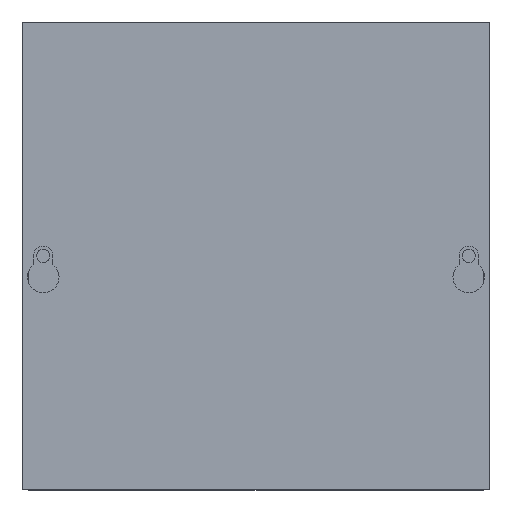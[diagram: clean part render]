
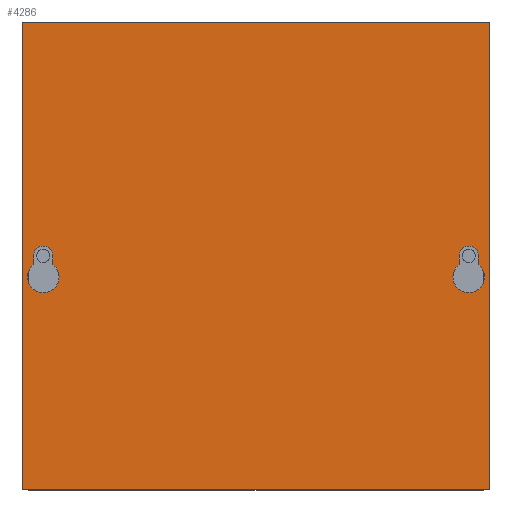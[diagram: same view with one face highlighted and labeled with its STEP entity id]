
A CAD part, top view. The second image highlights one B-rep face of the part: STEP entity #4286.
In plain terms, the highlighted planar face has unit normal (0, 0, 1).
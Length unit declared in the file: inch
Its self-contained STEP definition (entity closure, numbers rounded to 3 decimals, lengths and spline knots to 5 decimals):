
#26 = DIRECTION ( 'NONE',  ( 1., 0., 0. ) ) ;
#56 = AXIS2_PLACEMENT_3D ( 'NONE', #996, #2832, #614 ) ;
#86 = VERTEX_POINT ( 'NONE', #1843 ) ;
#181 = LINE ( 'NONE', #636, #5210 ) ;
#269 = VERTEX_POINT ( 'NONE', #1863 ) ;
#305 = CARTESIAN_POINT ( 'NONE',  ( -2.855, -3., 3.057 ) ) ;
#373 = DIRECTION ( 'NONE',  ( 1., 0., 0. ) ) ;
#388 = DIRECTION ( 'NONE',  ( 1., 0., 0. ) ) ;
#436 = CARTESIAN_POINT ( 'NONE',  ( 3., 3., 3.057 ) ) ;
#589 = DIRECTION ( 'NONE',  ( 0., 1., 0. ) ) ;
#614 = DIRECTION ( 'NONE',  ( 1., 0., 0. ) ) ;
#626 = CARTESIAN_POINT ( 'NONE',  ( 2.73, -0.272, 3.057 ) ) ;
#629 = VECTOR ( 'NONE', #3143, 39.37008 ) ;
#636 = CARTESIAN_POINT ( 'NONE',  ( -3., 3., 3.057 ) ) ;
#653 = LINE ( 'NONE', #3452, #1210 ) ;
#658 = DIRECTION ( 'NONE',  ( 0., 0., -1. ) ) ;
#689 = EDGE_CURVE ( 'NONE', #2089, #5425, #4345, .T. ) ;
#703 = CARTESIAN_POINT ( 'NONE',  ( 2.605, 0., 3.057 ) ) ;
#753 = DIRECTION ( 'NONE',  ( 1., 0., 0. ) ) ;
#816 = CARTESIAN_POINT ( 'NONE',  ( -2.605, -0.11205, 3.057 ) ) ;
#878 = EDGE_CURVE ( 'NONE', #5158, #3411, #181, .T. ) ;
#887 = AXIS2_PLACEMENT_3D ( 'NONE', #1890, #3788, #26 ) ;
#929 = VERTEX_POINT ( 'NONE', #2526 ) ;
#989 = CIRCLE ( 'NONE', #3494, 0.203 ) ;
#996 = CARTESIAN_POINT ( 'NONE',  ( -2.73, -0.272, 3.057 ) ) ;
#1017 = ORIENTED_EDGE ( 'NONE', *, *, #2646, .T. ) ;
#1030 = ORIENTED_EDGE ( 'NONE', *, *, #4930, .T. ) ;
#1035 = EDGE_CURVE ( 'NONE', #929, #5509, #989, .T. ) ;
#1100 = CARTESIAN_POINT ( 'NONE',  ( -3., -3., 3.057 ) ) ;
#1161 = LINE ( 'NONE', #1728, #3142 ) ;
#1210 = VECTOR ( 'NONE', #3420, 39.37008 ) ;
#1242 = ORIENTED_EDGE ( 'NONE', *, *, #4141, .T. ) ;
#1270 = DIRECTION ( 'NONE',  ( 1., 0., 0. ) ) ;
#1284 = CARTESIAN_POINT ( 'NONE',  ( -3., -3., 3.057 ) ) ;
#1285 = CARTESIAN_POINT ( 'NONE',  ( 2.855, -0.11205, 3.057 ) ) ;
#1315 = ORIENTED_EDGE ( 'NONE', *, *, #5387, .T. ) ;
#1319 = DIRECTION ( 'NONE',  ( 0., 0., -1. ) ) ;
#1331 = CARTESIAN_POINT ( 'NONE',  ( 2.605, -0.11205, 3.057 ) ) ;
#1350 = EDGE_CURVE ( 'NONE', #5832, #929, #2319, .T. ) ;
#1369 = ORIENTED_EDGE ( 'NONE', *, *, #2680, .T. ) ;
#1484 = AXIS2_PLACEMENT_3D ( 'NONE', #5362, #3029, #1270 ) ;
#1617 = DIRECTION ( 'NONE',  ( 0., 1., 0. ) ) ;
#1694 = AXIS2_PLACEMENT_3D ( 'NONE', #1784, #3626, #5451 ) ;
#1707 = DIRECTION ( 'NONE',  ( 1., 0., 0. ) ) ;
#1710 = AXIS2_PLACEMENT_3D ( 'NONE', #3645, #4470, #388 ) ;
#1721 = EDGE_LOOP ( 'NONE', ( #3936, #4184, #5027, #1369, #1242, #1017 ) ) ;
#1728 = CARTESIAN_POINT ( 'NONE',  ( -3., -3., 3.057 ) ) ;
#1780 = EDGE_CURVE ( 'NONE', #3411, #2018, #2158, .T. ) ;
#1784 = CARTESIAN_POINT ( 'NONE',  ( -2.73, 0., 3.057 ) ) ;
#1792 = CIRCLE ( 'NONE', #56, 0.203 ) ;
#1803 = PLANE ( 'NONE',  #1710 ) ;
#1843 = CARTESIAN_POINT ( 'NONE',  ( 2.855, 0., 3.057 ) ) ;
#1863 = CARTESIAN_POINT ( 'NONE',  ( -2.855, 0., 3.057 ) ) ;
#1890 = CARTESIAN_POINT ( 'NONE',  ( -2.73, -0.272, 3.057 ) ) ;
#2018 = VERTEX_POINT ( 'NONE', #1100 ) ;
#2053 = EDGE_CURVE ( 'NONE', #3267, #5158, #4282, .T. ) ;
#2088 = ORIENTED_EDGE ( 'NONE', *, *, #1350, .T. ) ;
#2089 = VERTEX_POINT ( 'NONE', #3455 ) ;
#2093 = EDGE_CURVE ( 'NONE', #5509, #2893, #3082, .T. ) ;
#2158 = LINE ( 'NONE', #1284, #5738 ) ;
#2262 = EDGE_CURVE ( 'NONE', #5522, #4139, #653, .T. ) ;
#2319 = CIRCLE ( 'NONE', #5860, 0.203 ) ;
#2322 = LINE ( 'NONE', #2351, #629 ) ;
#2351 = CARTESIAN_POINT ( 'NONE',  ( 2.855, -3., 3.057 ) ) ;
#2449 = CIRCLE ( 'NONE', #1484, 0.125 ) ;
#2495 = EDGE_CURVE ( 'NONE', #2018, #3267, #1161, .T. ) ;
#2524 = VERTEX_POINT ( 'NONE', #5306 ) ;
#2526 = CARTESIAN_POINT ( 'NONE',  ( 2.527, -0.272, 3.057 ) ) ;
#2646 = EDGE_CURVE ( 'NONE', #269, #5522, #4377, .T. ) ;
#2680 = EDGE_CURVE ( 'NONE', #5425, #2524, #1792, .T. ) ;
#2785 = CARTESIAN_POINT ( 'NONE',  ( 2.73, -0.272, 3.057 ) ) ;
#2832 = DIRECTION ( 'NONE',  ( 0., 0., -1. ) ) ;
#2893 = VERTEX_POINT ( 'NONE', #703 ) ;
#2952 = ORIENTED_EDGE ( 'NONE', *, *, #5494, .T. ) ;
#3029 = DIRECTION ( 'NONE',  ( 0., 0., -1. ) ) ;
#3058 = LINE ( 'NONE', #305, #5545 ) ;
#3080 = ORIENTED_EDGE ( 'NONE', *, *, #1035, .T. ) ;
#3082 = LINE ( 'NONE', #5280, #4855 ) ;
#3126 = ORIENTED_EDGE ( 'NONE', *, *, #2495, .T. ) ;
#3142 = VECTOR ( 'NONE', #373, 39.37008 ) ;
#3143 = DIRECTION ( 'NONE',  ( 0., -1., 0. ) ) ;
#3229 = CARTESIAN_POINT ( 'NONE',  ( -2.605, 0., 3.057 ) ) ;
#3267 = VERTEX_POINT ( 'NONE', #4459 ) ;
#3411 = VERTEX_POINT ( 'NONE', #4131 ) ;
#3413 = AXIS2_PLACEMENT_3D ( 'NONE', #5435, #1319, #1707 ) ;
#3420 = DIRECTION ( 'NONE',  ( 0., -1., 0. ) ) ;
#3452 = CARTESIAN_POINT ( 'NONE',  ( -2.605, -3., 3.057 ) ) ;
#3455 = CARTESIAN_POINT ( 'NONE',  ( -2.527, -0.272, 3.057 ) ) ;
#3494 = AXIS2_PLACEMENT_3D ( 'NONE', #2785, #5459, #4580 ) ;
#3556 = DIRECTION ( 'NONE',  ( 0., 0., -1. ) ) ;
#3626 = DIRECTION ( 'NONE',  ( 0., 0., -1. ) ) ;
#3645 = CARTESIAN_POINT ( 'NONE',  ( -3., -3., 3.057 ) ) ;
#3788 = DIRECTION ( 'NONE',  ( 0., 0., -1. ) ) ;
#3791 = AXIS2_PLACEMENT_3D ( 'NONE', #626, #658, #3868 ) ;
#3868 = DIRECTION ( 'NONE',  ( 1., 0., 0. ) ) ;
#3936 = ORIENTED_EDGE ( 'NONE', *, *, #2262, .T. ) ;
#4052 = CARTESIAN_POINT ( 'NONE',  ( 2.73, -0.272, 3.057 ) ) ;
#4131 = CARTESIAN_POINT ( 'NONE',  ( -3., 3., 3.057 ) ) ;
#4139 = VERTEX_POINT ( 'NONE', #816 ) ;
#4141 = EDGE_CURVE ( 'NONE', #2524, #269, #3058, .T. ) ;
#4179 = VECTOR ( 'NONE', #589, 39.37008 ) ;
#4184 = ORIENTED_EDGE ( 'NONE', *, *, #4598, .T. ) ;
#4282 = LINE ( 'NONE', #4804, #4179 ) ;
#4286 = ADVANCED_FACE ( 'NONE', ( #4502, #5379, #5917 ), #1803, .T. ) ;
#4345 = CIRCLE ( 'NONE', #887, 0.203 ) ;
#4377 = CIRCLE ( 'NONE', #1694, 0.125 ) ;
#4380 = ORIENTED_EDGE ( 'NONE', *, *, #878, .T. ) ;
#4459 = CARTESIAN_POINT ( 'NONE',  ( 3., -3., 3.057 ) ) ;
#4470 = DIRECTION ( 'NONE',  ( 0., 0., 1. ) ) ;
#4490 = ORIENTED_EDGE ( 'NONE', *, *, #2053, .T. ) ;
#4502 = FACE_OUTER_BOUND ( 'NONE', #5315, .T. ) ;
#4550 = CIRCLE ( 'NONE', #3413, 0.203 ) ;
#4580 = DIRECTION ( 'NONE',  ( 1., 0., 0. ) ) ;
#4582 = EDGE_LOOP ( 'NONE', ( #2952, #1030, #2088, #3080, #4980, #1315 ) ) ;
#4598 = EDGE_CURVE ( 'NONE', #4139, #2089, #4550, .T. ) ;
#4635 = VERTEX_POINT ( 'NONE', #1285 ) ;
#4746 = CIRCLE ( 'NONE', #3791, 0.203 ) ;
#4804 = CARTESIAN_POINT ( 'NONE',  ( 3., -3., 3.057 ) ) ;
#4855 = VECTOR ( 'NONE', #1617, 39.37008 ) ;
#4930 = EDGE_CURVE ( 'NONE', #4635, #5832, #4746, .T. ) ;
#4980 = ORIENTED_EDGE ( 'NONE', *, *, #2093, .T. ) ;
#5027 = ORIENTED_EDGE ( 'NONE', *, *, #689, .T. ) ;
#5033 = ORIENTED_EDGE ( 'NONE', *, *, #1780, .T. ) ;
#5126 = CARTESIAN_POINT ( 'NONE',  ( 2.933, -0.272, 3.057 ) ) ;
#5158 = VERTEX_POINT ( 'NONE', #436 ) ;
#5210 = VECTOR ( 'NONE', #5226, 39.37008 ) ;
#5226 = DIRECTION ( 'NONE',  ( -1., 0., 0. ) ) ;
#5280 = CARTESIAN_POINT ( 'NONE',  ( 2.605, -3., 3.057 ) ) ;
#5306 = CARTESIAN_POINT ( 'NONE',  ( -2.855, -0.11205, 3.057 ) ) ;
#5315 = EDGE_LOOP ( 'NONE', ( #4490, #4380, #5033, #3126 ) ) ;
#5361 = DIRECTION ( 'NONE',  ( 0., 1., 0. ) ) ;
#5362 = CARTESIAN_POINT ( 'NONE',  ( 2.73, 0., 3.057 ) ) ;
#5379 = FACE_BOUND ( 'NONE', #4582, .T. ) ;
#5387 = EDGE_CURVE ( 'NONE', #2893, #86, #2449, .T. ) ;
#5425 = VERTEX_POINT ( 'NONE', #5951 ) ;
#5435 = CARTESIAN_POINT ( 'NONE',  ( -2.73, -0.272, 3.057 ) ) ;
#5451 = DIRECTION ( 'NONE',  ( 1., 0., 0. ) ) ;
#5459 = DIRECTION ( 'NONE',  ( 0., 0., -1. ) ) ;
#5494 = EDGE_CURVE ( 'NONE', #86, #4635, #2322, .T. ) ;
#5509 = VERTEX_POINT ( 'NONE', #1331 ) ;
#5522 = VERTEX_POINT ( 'NONE', #3229 ) ;
#5545 = VECTOR ( 'NONE', #5361, 39.37008 ) ;
#5738 = VECTOR ( 'NONE', #5818, 39.37008 ) ;
#5818 = DIRECTION ( 'NONE',  ( 0., -1., 0. ) ) ;
#5832 = VERTEX_POINT ( 'NONE', #5126 ) ;
#5860 = AXIS2_PLACEMENT_3D ( 'NONE', #4052, #3556, #753 ) ;
#5917 = FACE_BOUND ( 'NONE', #1721, .T. ) ;
#5951 = CARTESIAN_POINT ( 'NONE',  ( -2.933, -0.272, 3.057 ) ) ;
